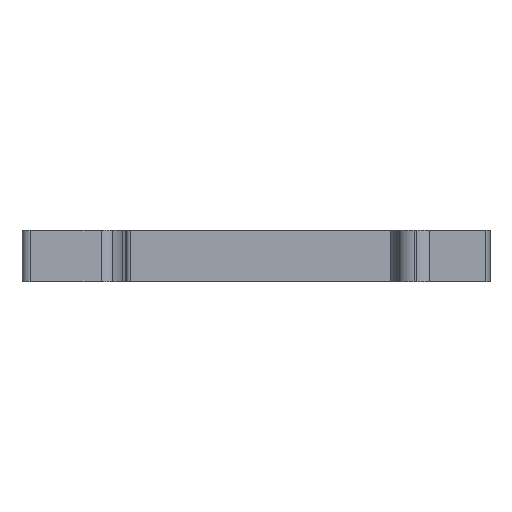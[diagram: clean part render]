
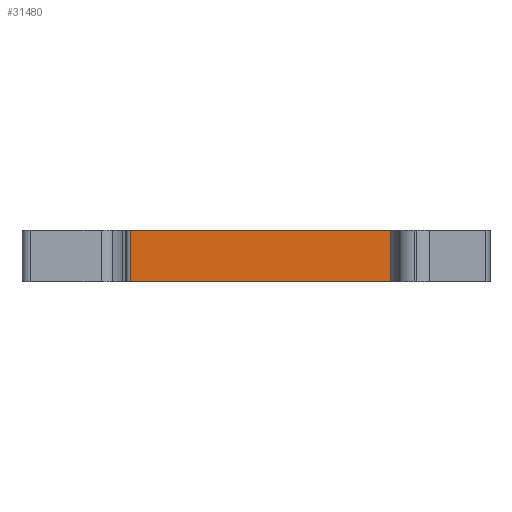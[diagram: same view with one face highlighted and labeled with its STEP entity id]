
A CAD part, front view. The second image highlights one B-rep face of the part: STEP entity #31480.
In plain terms, the highlighted planar face has unit normal (0, -1, 0).
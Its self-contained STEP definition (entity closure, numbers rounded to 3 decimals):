
#8590=CARTESIAN_POINT('',(-1.8,-9.25,-5.15));
#8600=VERTEX_POINT('',#8590);
#8630=CARTESIAN_POINT('',(-1.8,-9.25,0.5));
#8640=DIRECTION('',(0.,0.,-1.));
#8650=VECTOR('',#8640,1.);
#8660=LINE('',#8630,#8650);
#8670=CARTESIAN_POINT('',(-1.8,-9.25,1.));
#8680=VERTEX_POINT('',#8670);
#8690=EDGE_CURVE('',#8680,#8600,#8660,.T.);
#31180=CARTESIAN_POINT('',(-34.248,-9.25,0.5));
#31190=DIRECTION('',(0.,-1.,0.));
#31200=DIRECTION('',(-1.,0.,0.));
#31210=AXIS2_PLACEMENT_3D('',#31180,#31190,#31200);
#31220=PLANE('',#31210);
#31230=CARTESIAN_POINT('',(-34.248,-9.25,0.5));
#31240=DIRECTION('',(0.,0.,-1.));
#31250=VECTOR('',#31240,1.);
#31260=LINE('',#31230,#31250);
#31270=CARTESIAN_POINT('',(-34.248,-9.25,
1.));
#31280=VERTEX_POINT('',#31270);
#31290=CARTESIAN_POINT('',(-34.248,-9.25,
-5.15));
#31300=VERTEX_POINT('',#31290);
#31310=EDGE_CURVE('',#31280,#31300,#31260,.T.);
#31320=ORIENTED_EDGE('',*,*,#31310,.T.);
#31330=CARTESIAN_POINT('',(0.,-9.25,1.));
#31340=DIRECTION('',(-1.,0.,0.));
#31350=VECTOR('',#31340,1.);
#31360=LINE('',#31330,#31350);
#31370=EDGE_CURVE('',#8680,#31280,#31360,.T.);
#31380=ORIENTED_EDGE('',*,*,#31370,.T.);
#31390=ORIENTED_EDGE('',*,*,#8690,.F.);
#31400=CARTESIAN_POINT('',(0.,-9.25,-5.15));
#31410=DIRECTION('',(-1.,0.,0.));
#31420=VECTOR('',#31410,1.);
#31430=LINE('',#31400,#31420);
#31440=EDGE_CURVE('',#8600,#31300,#31430,.T.);
#31450=ORIENTED_EDGE('',*,*,#31440,.F.);
#31460=EDGE_LOOP('',(#31450,#31390,#31380,#31320));
#31470=FACE_OUTER_BOUND('',#31460,.T.);
#31480=ADVANCED_FACE('',(#31470),#31220,.T.);
